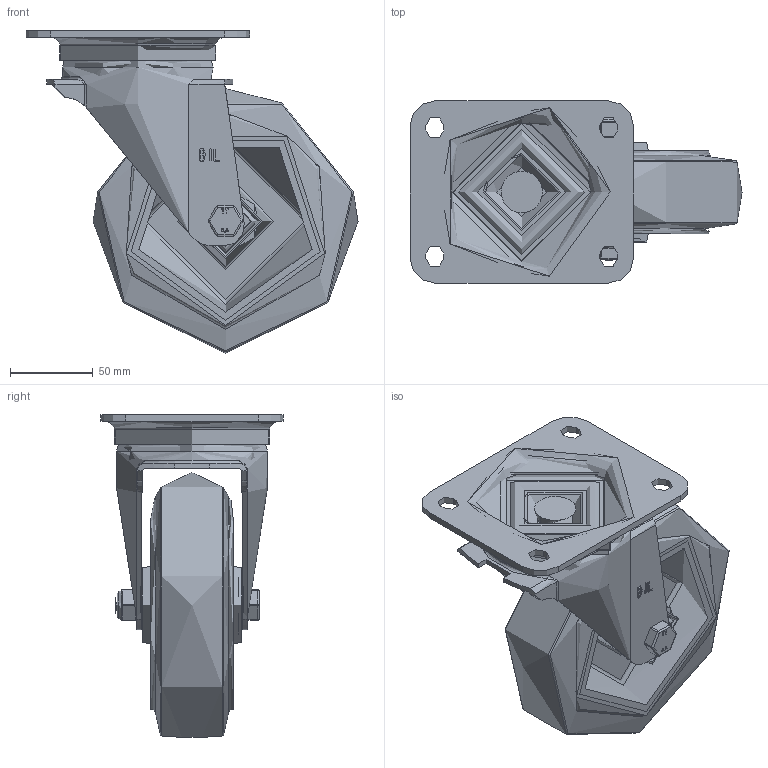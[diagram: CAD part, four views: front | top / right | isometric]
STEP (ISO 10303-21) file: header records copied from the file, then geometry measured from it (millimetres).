
FILE_DESCRIPTION(/* description */ ('','CAx-IF Rec.Pracs.---Representation and Presentation of Product Manufacturing Information (PMI)---4.0---2014-10-13'),/* implementation_level */ '2;1');
FILE_NAME(/* name */ 'BZWB160SRNB.step',/* time_stamp */ '2025-02-28T14:03:28Z',/* author */ (''),/* organization */ (''),/* preprocessor_version */ 'ST-DEVELOPER v20',/* originating_system */ 'Autodesk Translation Framework v13.20.0.188',/* authorisation */ '');
FILE_SCHEMA (('AP242_MANAGED_MODEL_BASED_3D_ENGINEERING_MIM_LF { 1 0 10303 442 1 1 4 }'));
Length unit declared in the file: millimetre
Products named in the file (20): BZWB160SRNB; BZWB160AS v1; ZINC PLATED, PRESSED STEEL TOP PLATE; ZINC PLATED, PRESSED STEEL FORKS; BEARING SEAL; BZH160WSRNRB v1; 65 SHORE A ELASTIC RUBBER TYRE; NYLON RIM; ROLLER BEARING; CAGE; Pattern; RIBS; TUBEM20X60 v1; ZINC PLATED STEEL TUBE; HEXBOLTM12X80Z8.8 v2; GRADE 8.8 ZINC PLATED BOLT; NYLOCM12Z v1; NYLOC NUT; NUT; RUBBER
Assembly tree (26 placements, depth 5):
  BZWB160SRNB
    BZWB160AS v1
      ZINC PLATED, PRESSED STEEL TOP PLATE
      ZINC PLATED, PRESSED STEEL FORKS
      BEARING SEAL
    BZH160WSRNRB v1
      65 SHORE A ELASTIC RUBBER TYRE
      NYLON RIM
      ROLLER BEARING
        CAGE
        Pattern
          RIBS  x8
    TUBEM20X60 v1
      ZINC PLATED STEEL TUBE
    HEXBOLTM12X80Z8.8 v2
      GRADE 8.8 ZINC PLATED BOLT
    NYLOCM12Z v1
      NYLOC NUT
        NUT
        RUBBER
Bounding box: 200.5 x 110 x 194.9 mm (x, y, z)
Volume: 820515.2 mm3; surface area: 242262.2 mm2
Topology: 18 solids, 18 shells, 484 faces, 1202 edges, 768 vertices
Faces by surface type: plane 209, cylinder 159, bspline 60, torus 28, sphere 18, cone 10
Full cylindrical faces by diameter (mm): 5 x8, 8 x2, 9.836 x18, 11.834 x18, 12 x3, 12.2 x2, 12.5 x1, 14 x2, 18 x1, 18.5 x1, 19.9 x1, 20 x1, 26 x1, 30 x2, 40 x1, 55 x2, 63 x1, 85 x1, 91 x1, 93 x1, 94 x1, 120 x2
Entity records: 23639 total; most frequent: CARTESIAN_POINT 12099, ORIENTED_EDGE 2360, DIRECTION 2196, EDGE_CURVE 1180, AXIS2_PLACEMENT_3D 810, VERTEX_POINT 754, LINE 576, VECTOR 576
